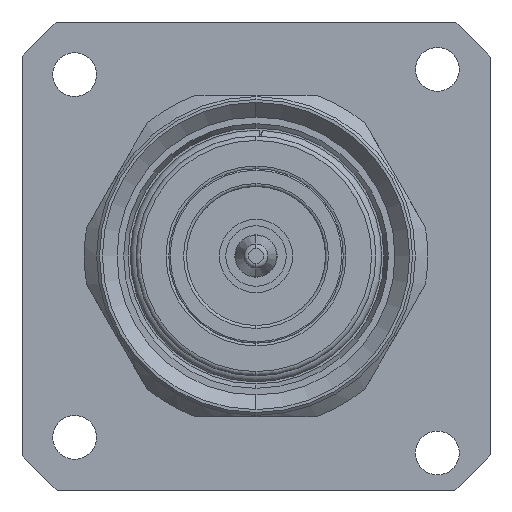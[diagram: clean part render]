
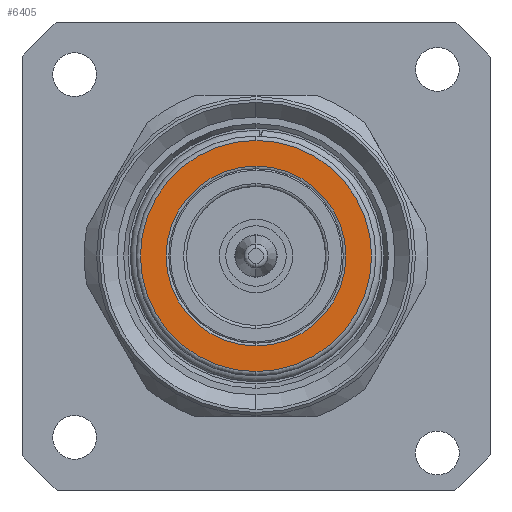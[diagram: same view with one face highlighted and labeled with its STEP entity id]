
A CAD part, left-side view. The second image highlights one B-rep face of the part: STEP entity #6405.
In plain terms, the highlighted planar face has unit normal (-1, 0, 0).
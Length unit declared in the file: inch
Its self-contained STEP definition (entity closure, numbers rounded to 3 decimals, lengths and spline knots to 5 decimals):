
#119 = FACE_BOUND ( 'NONE', #5435, .T. ) ;
#258 = ORIENTED_EDGE ( 'NONE', *, *, #1582, .F. ) ;
#287 = CARTESIAN_POINT ( 'NONE',  ( 0.20472, 0., 0.24213 ) ) ;
#491 = ORIENTED_EDGE ( 'NONE', *, *, #6434, .T. ) ;
#1189 = DIRECTION ( 'NONE',  ( 0., 0., 1. ) ) ;
#1214 = FACE_OUTER_BOUND ( 'NONE', #11129, .T. ) ;
#1372 = CIRCLE ( 'NONE', #2340, 0.24213 ) ;
#1582 = EDGE_CURVE ( 'NONE', #3438, #11699, #1372, .T. ) ;
#1773 = AXIS2_PLACEMENT_3D ( 'NONE', #2817, #2050, #1189 ) ;
#2050 = DIRECTION ( 'NONE',  ( -1., 0., 0. ) ) ;
#2340 = AXIS2_PLACEMENT_3D ( 'NONE', #8883, #2436, #9965 ) ;
#2436 = DIRECTION ( 'NONE',  ( -1., 0., 0. ) ) ;
#2538 = CARTESIAN_POINT ( 'NONE',  ( 0.20472, 0., -0.24213 ) ) ;
#2817 = CARTESIAN_POINT ( 'NONE',  ( 0.20472, 0., 0. ) ) ;
#3338 = CARTESIAN_POINT ( 'NONE',  ( 0.20472, 0., -0.31102 ) ) ;
#3438 = VERTEX_POINT ( 'NONE', #2538 ) ;
#3732 = PLANE ( 'NONE',  #11447 ) ;
#3795 = DIRECTION ( 'NONE',  ( 1., 0., 0. ) ) ;
#3925 = AXIS2_PLACEMENT_3D ( 'NONE', #6766, #10259, #7499 ) ;
#4783 = EDGE_CURVE ( 'NONE', #9652, #6899, #6191, .T. ) ;
#4887 = CARTESIAN_POINT ( 'NONE',  ( 0.20472, 0.24213, 0. ) ) ;
#5217 = AXIS2_PLACEMENT_3D ( 'NONE', #6127, #7939, #9854 ) ;
#5435 = EDGE_LOOP ( 'NONE', ( #10165, #258 ) ) ;
#6008 = CIRCLE ( 'NONE', #1773, 0.24213 ) ;
#6127 = CARTESIAN_POINT ( 'NONE',  ( 0.20472, 0., 0. ) ) ;
#6191 = CIRCLE ( 'NONE', #5217, 0.31102 ) ;
#6201 = ORIENTED_EDGE ( 'NONE', *, *, #4783, .T. ) ;
#6405 = ADVANCED_FACE ( 'NONE', ( #1214, #119 ), #3732, .F. ) ;
#6433 = CIRCLE ( 'NONE', #3925, 0.31102 ) ;
#6434 = EDGE_CURVE ( 'NONE', #6899, #9652, #6433, .T. ) ;
#6766 = CARTESIAN_POINT ( 'NONE',  ( 0.20472, 0., 0. ) ) ;
#6899 = VERTEX_POINT ( 'NONE', #9742 ) ;
#7499 = DIRECTION ( 'NONE',  ( 0., 0., 1. ) ) ;
#7939 = DIRECTION ( 'NONE',  ( -1., 0., 0. ) ) ;
#8581 = DIRECTION ( 'NONE',  ( 0., 1., 0. ) ) ;
#8883 = CARTESIAN_POINT ( 'NONE',  ( 0.20472, 0., 0. ) ) ;
#9497 = EDGE_CURVE ( 'NONE', #11699, #3438, #6008, .T. ) ;
#9652 = VERTEX_POINT ( 'NONE', #3338 ) ;
#9742 = CARTESIAN_POINT ( 'NONE',  ( 0.20472, 0., 0.31102 ) ) ;
#9854 = DIRECTION ( 'NONE',  ( 0., 0., 1. ) ) ;
#9965 = DIRECTION ( 'NONE',  ( 0., 0., 1. ) ) ;
#10165 = ORIENTED_EDGE ( 'NONE', *, *, #9497, .F. ) ;
#10259 = DIRECTION ( 'NONE',  ( -1., 0., 0. ) ) ;
#11129 = EDGE_LOOP ( 'NONE', ( #491, #6201 ) ) ;
#11447 = AXIS2_PLACEMENT_3D ( 'NONE', #4887, #3795, #8581 ) ;
#11699 = VERTEX_POINT ( 'NONE', #287 ) ;
